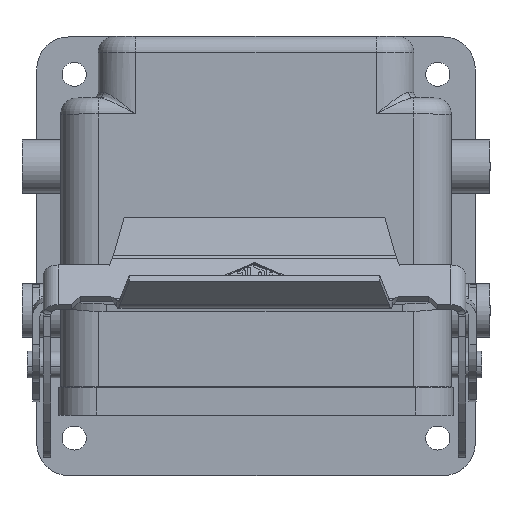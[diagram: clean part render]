
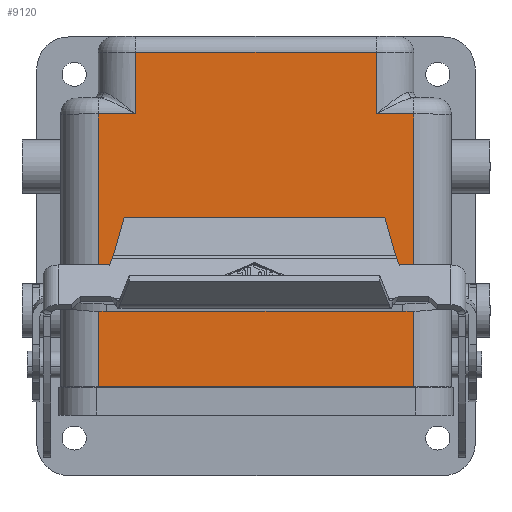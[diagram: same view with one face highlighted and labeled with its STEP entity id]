
A CAD part, top view. The second image highlights one B-rep face of the part: STEP entity #9120.
In plain terms, the highlighted planar face has unit normal (0, 0, 1).
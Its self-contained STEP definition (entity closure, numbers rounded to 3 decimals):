
#2730=CARTESIAN_POINT('',(22.5,45.4,21.8));
#2740=VERTEX_POINT('',#2730);
#2790=CARTESIAN_POINT('',(22.5,0.,21.8));
#2800=DIRECTION('',(0.,1.,0.));
#2810=VECTOR('',#2800,1.);
#2820=LINE('',#2790,#2810);
#2830=CARTESIAN_POINT('',(22.5,56.9,21.8));
#2840=VERTEX_POINT('',#2830);
#2850=EDGE_CURVE('',#2740,#2840,#2820,.T.);
#7960=CARTESIAN_POINT('',(-22.5,56.9,21.8));
#7970=VERTEX_POINT('',#7960);
#8080=CARTESIAN_POINT('',(0.,56.9,21.8));
#8090=DIRECTION('',(-1.,0.,0.));
#8100=VECTOR('',#8090,1.);
#8110=LINE('',#8080,#8100);
#8120=EDGE_CURVE('',#2840,#7970,#8110,.T.);
#8570=CARTESIAN_POINT('',(0.,5.957,
21.8));
#8580=DIRECTION('',(0.,0.,1.));
#8590=DIRECTION('',(1.,0.,0.));
#8600=AXIS2_PLACEMENT_3D('',#8570,#8580,#8590);
#8610=PLANE('',#8600);
#8620=CARTESIAN_POINT('',(29.5,-5.605,21.8));
#8630=DIRECTION('',(0.,1.,0.));
#8640=VECTOR('',#8630,1.);
#8650=LINE('',#8620,#8640);
#8660=CARTESIAN_POINT('',(29.5,-5.6,21.8));
#8670=VERTEX_POINT('',#8660);
#8680=CARTESIAN_POINT('',(29.5,45.4,21.8));
#8690=VERTEX_POINT('',#8680);
#8700=EDGE_CURVE('',#8670,#8690,#8650,.T.);
#8710=ORIENTED_EDGE('',*,*,#8700,.T.);
#8720=CARTESIAN_POINT('',(0.,-5.6,21.8));
#8730=DIRECTION('',(1.,0.,0.));
#8740=VECTOR('',#8730,1.);
#8750=LINE('',#8720,#8740);
#8760=CARTESIAN_POINT('',(-29.5,-5.6,21.8));
#8770=VERTEX_POINT('',#8760);
#8780=EDGE_CURVE('',#8770,#8670,#8750,.T.);
#8790=ORIENTED_EDGE('',*,*,#8780,.T.);
#8800=CARTESIAN_POINT('',(-29.5,-5.605,21.8));
#8810=DIRECTION('',(0.,1.,0.));
#8820=VECTOR('',#8810,1.);
#8830=LINE('',#8800,#8820);
#8840=CARTESIAN_POINT('',(-29.5,45.4,21.8));
#8850=VERTEX_POINT('',#8840);
#8860=EDGE_CURVE('',#8770,#8850,#8830,.T.);
#8870=ORIENTED_EDGE('',*,*,#8860,.F.);
#8880=CARTESIAN_POINT('',(0.,45.4,21.8));
#8890=DIRECTION('',(1.,0.,0.));
#8900=VECTOR('',#8890,1.);
#8910=LINE('',#8880,#8900);
#8920=CARTESIAN_POINT('',(-22.5,45.4,21.8));
#8930=VERTEX_POINT('',#8920);
#8940=EDGE_CURVE('',#8850,#8930,#8910,.T.);
#8950=ORIENTED_EDGE('',*,*,#8940,.F.);
#8960=CARTESIAN_POINT('',(-22.5,0.,21.8));
#8970=DIRECTION('',(0.,-1.,0.));
#8980=VECTOR('',#8970,1.);
#8990=LINE('',#8960,#8980);
#9000=EDGE_CURVE('',#7970,#8930,#8990,.T.);
#9010=ORIENTED_EDGE('',*,*,#9000,.T.);
#9020=ORIENTED_EDGE('',*,*,#8120,.T.);
#9030=ORIENTED_EDGE('',*,*,#2850,.T.);
#9040=CARTESIAN_POINT('',(0.,45.4,21.8));
#9050=DIRECTION('',(-1.,0.,0.));
#9060=VECTOR('',#9050,1.);
#9070=LINE('',#9040,#9060);
#9080=EDGE_CURVE('',#8690,#2740,#9070,.T.);
#9090=ORIENTED_EDGE('',*,*,#9080,.T.);
#9100=EDGE_LOOP('',(#9090,#9030,#9020,#9010,#8950,#8870,#8790,#8710));
#9110=FACE_OUTER_BOUND('',#9100,.T.);
#9120=ADVANCED_FACE('',(#9110),#8610,.T.);
